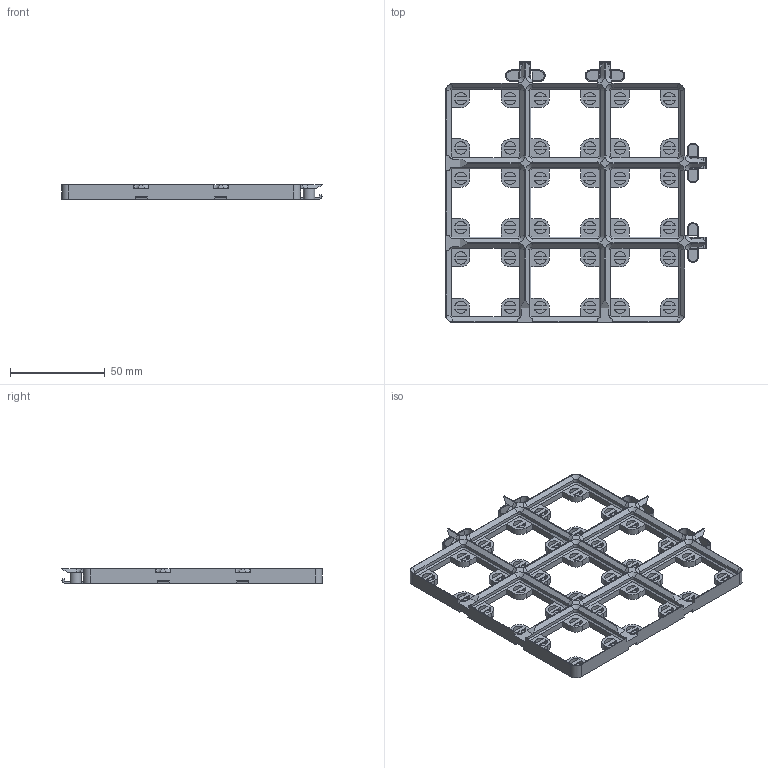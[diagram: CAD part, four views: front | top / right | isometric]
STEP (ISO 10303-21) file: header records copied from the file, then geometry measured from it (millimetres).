
FILE_DESCRIPTION(/* description */ (''),/* implementation_level */ '2;1');
FILE_NAME(/* name */ '3X3.step',/* time_stamp */ '2023-01-03T17:07:17-06:00',/* author */ (''),/* organization */ (''),/* preprocessor_version */ 'ST-DEVELOPER v19.2',/* originating_system */ 'Autodesk Translation Framework v11.17.0.187',/* authorisation */ '');
FILE_SCHEMA (('AUTOMOTIVE_DESIGN { 1 0 10303 214 3 1 1 }'));
Length unit declared in the file: millimetre
Products named in the file (1): 3X3
Bounding box: 137.55 x 137.55 x 7.8 mm (x, y, z)
Volume: 33546.4 mm3; surface area: 33464.7 mm2
Topology: 5 solids, 5 shells, 789 faces, 2156 edges, 1368 vertices
Faces by surface type: plane 577, cylinder 140, cone 72
Full cylindrical faces by diameter (mm): 6.5 x36
Entity records: 24867 total; most frequent: CARTESIAN_POINT 4314, ORIENTED_EDGE 4312, DIRECTION 4232, EDGE_CURVE 2156, LINE 1660, VECTOR 1660, VERTEX_POINT 1368, AXIS2_PLACEMENT_3D 1286
